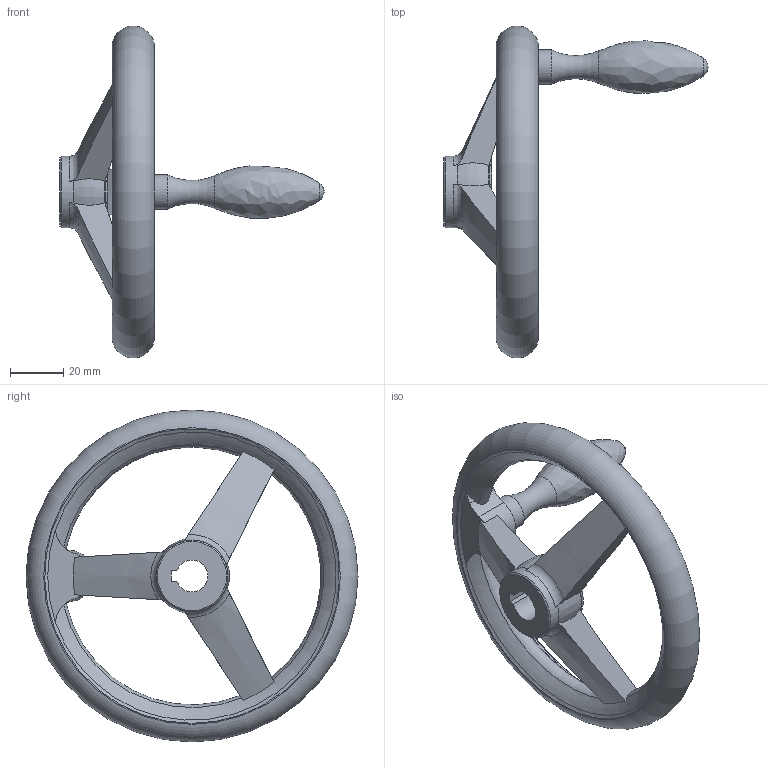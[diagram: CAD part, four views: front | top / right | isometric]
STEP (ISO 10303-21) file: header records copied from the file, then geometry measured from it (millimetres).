
FILE_DESCRIPTION( ( 'STEP AP203' ), ' ' );
FILE_NAME( 'Stainless Steel-Handwheel GN 950.6-125-K12-F.stp', '2015-09-15T12:22:59', ( '' ), ( '' ), ' ', 'PARTsolutions', ' ' );
FILE_SCHEMA( ( 'CONFIG_CONTROL_DESIGN' ) );
Length unit declared in the file: millimetre
Products named in the file (1): _Stainless Steel-Handwheel GN 950.6-125-K12-F
Bounding box: 99.49 x 124.99 x 124.99 mm (x, y, z)
Volume: 90414.5 mm3; surface area: 27088.3 mm2
Topology: 1 solids, 1 shells, 61 faces, 185 edges, 120 vertices
Faces by surface type: torus 18, cone 13, plane 13, cylinder 12, bspline 4, sphere 1
Full cylindrical faces by diameter (mm): 13 x1, 27 x2, 108.98 x1
Entity records: 2472 total; most frequent: CARTESIAN_POINT 958, ORIENTED_EDGE 326, DIRECTION 274, EDGE_CURVE 163, AXIS2_PLACEMENT_3D 121, VERTEX_POINT 115, EDGE_LOOP 76, FACE_OUTER_BOUND 70
